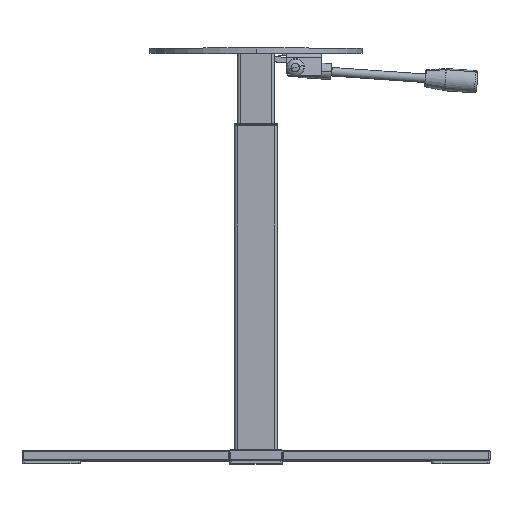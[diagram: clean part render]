
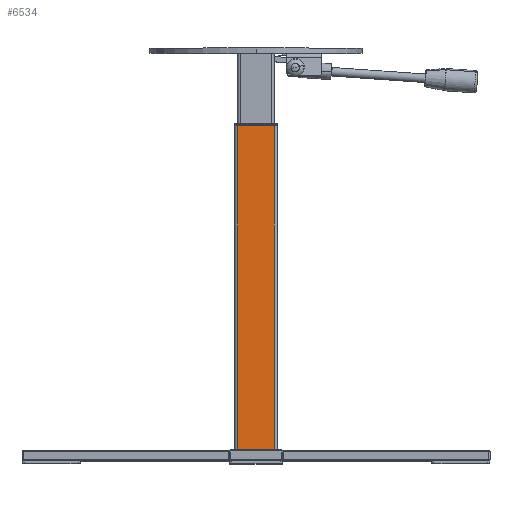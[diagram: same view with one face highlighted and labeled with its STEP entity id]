
A CAD part, top view. The second image highlights one B-rep face of the part: STEP entity #6534.
In plain terms, the highlighted planar face has unit normal (0, 0, 1).
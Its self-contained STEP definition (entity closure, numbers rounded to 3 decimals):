
#194 = LINE ( 'NONE', #5640, #8545 ) ;
#199 = CARTESIAN_POINT ( 'NONE',  ( 17., 305., 20. ) ) ;
#313 = DIRECTION ( 'NONE',  ( -1., 0., 0. ) ) ;
#531 = FACE_OUTER_BOUND ( 'NONE', #4010, .T. ) ;
#951 = VERTEX_POINT ( 'NONE', #1248 ) ;
#1248 = CARTESIAN_POINT ( 'NONE',  ( -17., 0., 20. ) ) ;
#1965 = ORIENTED_EDGE ( 'NONE', *, *, #2349, .F. ) ;
#2295 = VECTOR ( 'NONE', #10240, 1000. ) ;
#2349 = EDGE_CURVE ( 'NONE', #5131, #3669, #194, .T. ) ;
#2722 = DIRECTION ( 'NONE',  ( 0., 0., -1. ) ) ;
#3169 = DIRECTION ( 'NONE',  ( 1., 0., 0. ) ) ;
#3291 = PLANE ( 'NONE',  #9676 ) ;
#3521 = ORIENTED_EDGE ( 'NONE', *, *, #6837, .T. ) ;
#3669 = VERTEX_POINT ( 'NONE', #5980 ) ;
#3870 = VECTOR ( 'NONE', #8069, 1000. ) ;
#4010 = EDGE_LOOP ( 'NONE', ( #3521, #6047, #1965, #4700 ) ) ;
#4331 = CARTESIAN_POINT ( 'NONE',  ( -17., 305., 20. ) ) ;
#4367 = LINE ( 'NONE', #199, #3870 ) ;
#4696 = CARTESIAN_POINT ( 'NONE',  ( -17., 0., 20. ) ) ;
#4700 = ORIENTED_EDGE ( 'NONE', *, *, #9734, .T. ) ;
#4746 = LINE ( 'NONE', #8391, #8453 ) ;
#5131 = VERTEX_POINT ( 'NONE', #10079 ) ;
#5640 = CARTESIAN_POINT ( 'NONE',  ( -17., 305., 20. ) ) ;
#5980 = CARTESIAN_POINT ( 'NONE',  ( 17., 305., 20. ) ) ;
#6047 = ORIENTED_EDGE ( 'NONE', *, *, #9448, .F. ) ;
#6534 = ADVANCED_FACE ( 'NONE', ( #531 ), #3291, .F. ) ;
#6837 = EDGE_CURVE ( 'NONE', #951, #7079, #7053, .T. ) ;
#7053 = LINE ( 'NONE', #4696, #2295 ) ;
#7079 = VERTEX_POINT ( 'NONE', #8641 ) ;
#7677 = DIRECTION ( 'NONE',  ( 0., -1., 0. ) ) ;
#8069 = DIRECTION ( 'NONE',  ( 0., -1., 0. ) ) ;
#8391 = CARTESIAN_POINT ( 'NONE',  ( -17., 305., 20. ) ) ;
#8453 = VECTOR ( 'NONE', #7677, 1000. ) ;
#8545 = VECTOR ( 'NONE', #3169, 1000. ) ;
#8641 = CARTESIAN_POINT ( 'NONE',  ( 17., 0., 20. ) ) ;
#9448 = EDGE_CURVE ( 'NONE', #3669, #7079, #4367, .T. ) ;
#9676 = AXIS2_PLACEMENT_3D ( 'NONE', #4331, #2722, #313 ) ;
#9734 = EDGE_CURVE ( 'NONE', #5131, #951, #4746, .T. ) ;
#10079 = CARTESIAN_POINT ( 'NONE',  ( -17., 305., 20. ) ) ;
#10240 = DIRECTION ( 'NONE',  ( 1., 0., 0. ) ) ;
